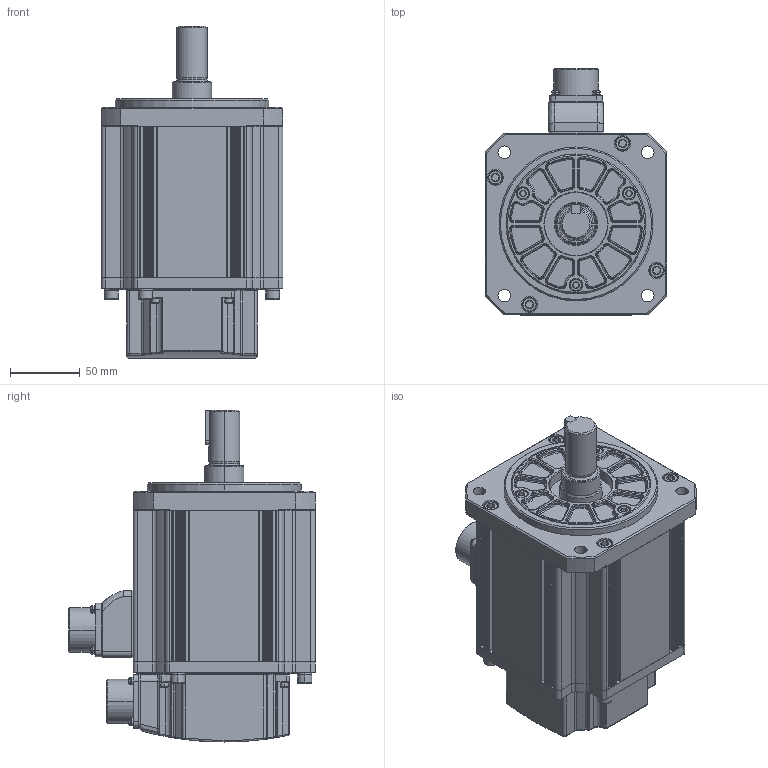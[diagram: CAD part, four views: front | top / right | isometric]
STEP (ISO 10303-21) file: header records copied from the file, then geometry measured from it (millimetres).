
FILE_DESCRIPTION (( 'STEP AP214' ), '1' );
FILE_NAME ('FMP13GA001G03_Out Line(APM-FEP16D_K) r1 nc fxt.STEP', '2022-02-17T12:49:09', ( '' ), ( '' ), 'SwSTEP 2.0', 'SolidWorks 2017', '' );
FILE_SCHEMA (( 'AUTOMOTIVE_DESIGN' ));
Length unit declared in the file: inch
Products named in the file (1): FMP13GA001G03_Out Line(APM-FEP16D_K) r1 nc fxt
Bounding box: 130 x 176.05 x 237.3 mm (x, y, z)
Volume: 2432593.3 mm3; surface area: 302194.3 mm2
Topology: 56 solids, 56 shells, 2131 faces, 5345 edges, 3381 vertices
Faces by surface type: cylinder 801, plane 706, bspline 302, cone 232, torus 90
Entity records: 76484 total; most frequent: CARTESIAN_POINT 25497, ORIENTED_EDGE 10574, DIRECTION 10442, EDGE_CURVE 5287, AXIS2_PLACEMENT_3D 3998, VERTEX_POINT 3381, VECTOR 2446, LINE 2446
